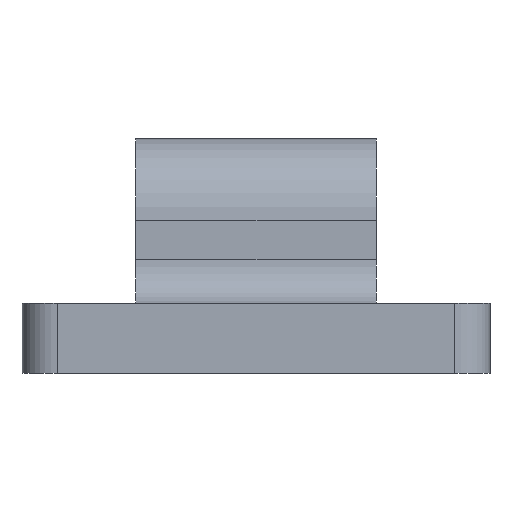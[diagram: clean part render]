
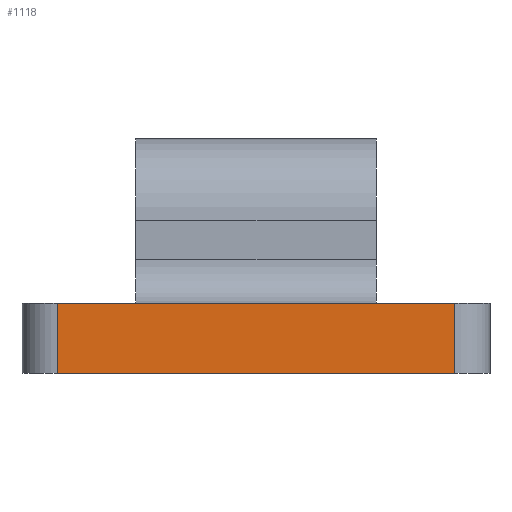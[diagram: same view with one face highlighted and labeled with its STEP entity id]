
A CAD part, left-side view. The second image highlights one B-rep face of the part: STEP entity #1118.
In plain terms, the highlighted planar face has unit normal (-1, 0, 0).
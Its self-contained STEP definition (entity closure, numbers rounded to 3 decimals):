
#89=FACE_OUTER_BOUND('',#152,.T.);
#152=EDGE_LOOP('',(#1021,#1022,#1023,#1024));
#208=LINE('',#1596,#341);
#265=LINE('',#1725,#398);
#270=LINE('',#1741,#403);
#272=LINE('',#1744,#405);
#341=VECTOR('',#1285,10.);
#398=VECTOR('',#1388,10.);
#403=VECTOR('',#1405,10.);
#405=VECTOR('',#1409,10.);
#477=VERTEX_POINT('',#1582);
#483=VERTEX_POINT('',#1594);
#532=VERTEX_POINT('',#1724);
#537=VERTEX_POINT('',#1739);
#592=EDGE_CURVE('',#483,#477,#208,.T.);
#659=EDGE_CURVE('',#477,#532,#265,.T.);
#667=EDGE_CURVE('',#537,#483,#270,.T.);
#669=EDGE_CURVE('',#532,#537,#272,.T.);
#1021=ORIENTED_EDGE('',*,*,#659,.F.);
#1022=ORIENTED_EDGE('',*,*,#592,.F.);
#1023=ORIENTED_EDGE('',*,*,#667,.F.);
#1024=ORIENTED_EDGE('',*,*,#669,.F.);
#1066=PLANE('',#1219);
#1118=ADVANCED_FACE('',(#89),#1066,.T.);
#1219=AXIS2_PLACEMENT_3D('',#1828,#1508,#1509);
#1285=DIRECTION('',(0.,-1.,0.));
#1388=DIRECTION('',(0.,0.,-1.));
#1405=DIRECTION('',(0.,0.,1.));
#1409=DIRECTION('',(0.,1.,0.));
#1508=DIRECTION('center_axis',(-1.,0.,0.));
#1509=DIRECTION('ref_axis',(0.,-1.,0.));
#1582=CARTESIAN_POINT('',(-23.,-2.5,3.));
#1594=CARTESIAN_POINT('',(-23.,20.2,3.));
#1596=CARTESIAN_POINT('',(-23.,22.2,3.));
#1724=CARTESIAN_POINT('',(-23.,-2.5,-1.));
#1725=CARTESIAN_POINT('',(-23.,-2.5,0.));
#1739=CARTESIAN_POINT('',(-23.,20.2,-1.));
#1741=CARTESIAN_POINT('',(-23.,20.2,0.));
#1744=CARTESIAN_POINT('',(-23.,22.2,-1.));
#1828=CARTESIAN_POINT('Origin',(-23.,22.2,0.));
